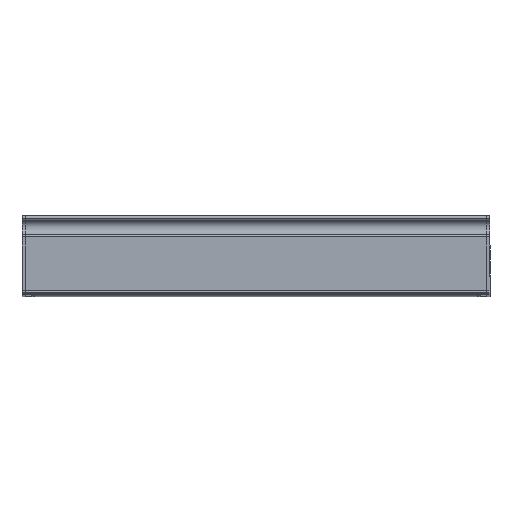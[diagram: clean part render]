
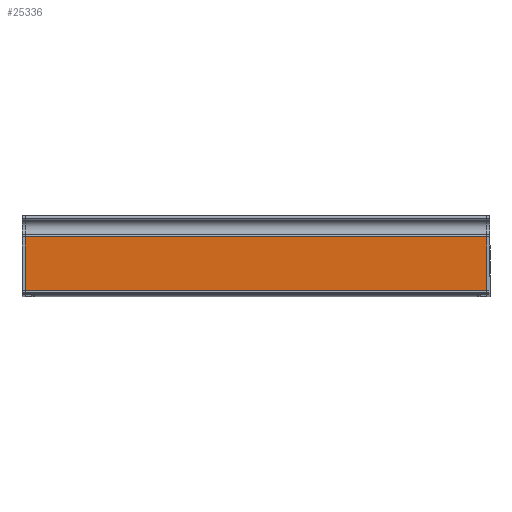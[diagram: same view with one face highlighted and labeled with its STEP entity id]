
A CAD part, left-side view. The second image highlights one B-rep face of the part: STEP entity #25336.
In plain terms, the highlighted face is planar.
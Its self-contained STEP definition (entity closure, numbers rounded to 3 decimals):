
#277 = EDGE_CURVE ( 'NONE', #6568, #23475, #6330, .T. ) ;
#665 = CARTESIAN_POINT ( 'NONE',  ( -200., 5.244, 56.5 ) ) ;
#1948 = CARTESIAN_POINT ( 'NONE',  ( 200., 51.739, 56.5 ) ) ;
#3934 = ORIENTED_EDGE ( 'NONE', *, *, #22371, .T. ) ;
#5745 = VERTEX_POINT ( 'NONE', #21346 ) ;
#5757 = LINE ( 'NONE', #1948, #22405 ) ;
#6310 = VECTOR ( 'NONE', #19351, 1000. ) ;
#6330 = LINE ( 'NONE', #26599, #23342 ) ;
#6568 = VERTEX_POINT ( 'NONE', #7100 ) ;
#7100 = CARTESIAN_POINT ( 'NONE',  ( -200., 51.739, 56.5 ) ) ;
#7497 = AXIS2_PLACEMENT_3D ( 'NONE', #25465, #17049, #9025 ) ;
#7824 = CARTESIAN_POINT ( 'NONE',  ( 200., 51.739, 56.5 ) ) ;
#9025 = DIRECTION ( 'NONE',  ( -1., 0., 0. ) ) ;
#9824 = EDGE_LOOP ( 'NONE', ( #13965, #21390, #14932, #3934 ) ) ;
#10820 = VERTEX_POINT ( 'NONE', #7824 ) ;
#11195 = PLANE ( 'NONE',  #7497 ) ;
#13131 = LINE ( 'NONE', #14890, #6310 ) ;
#13965 = ORIENTED_EDGE ( 'NONE', *, *, #277, .T. ) ;
#14890 = CARTESIAN_POINT ( 'NONE',  ( 200., 5.244, 56.5 ) ) ;
#14932 = ORIENTED_EDGE ( 'NONE', *, *, #24533, .F. ) ;
#16711 = LINE ( 'NONE', #20359, #17810 ) ;
#17049 = DIRECTION ( 'NONE',  ( 0., 0., -1. ) ) ;
#17810 = VECTOR ( 'NONE', #20227, 1000. ) ;
#19351 = DIRECTION ( 'NONE',  ( -1., 0., 0. ) ) ;
#20227 = DIRECTION ( 'NONE',  ( 0., -1., 0. ) ) ;
#20359 = CARTESIAN_POINT ( 'NONE',  ( 200., 51.739, 56.5 ) ) ;
#21260 = FACE_OUTER_BOUND ( 'NONE', #9824, .T. ) ;
#21346 = CARTESIAN_POINT ( 'NONE',  ( 200., 5.244, 56.5 ) ) ;
#21390 = ORIENTED_EDGE ( 'NONE', *, *, #22174, .F. ) ;
#22174 = EDGE_CURVE ( 'NONE', #5745, #23475, #13131, .T. ) ;
#22371 = EDGE_CURVE ( 'NONE', #10820, #6568, #5757, .T. ) ;
#22405 = VECTOR ( 'NONE', #26810, 1000. ) ;
#23342 = VECTOR ( 'NONE', #24956, 1000. ) ;
#23475 = VERTEX_POINT ( 'NONE', #665 ) ;
#24533 = EDGE_CURVE ( 'NONE', #10820, #5745, #16711, .T. ) ;
#24956 = DIRECTION ( 'NONE',  ( 0., -1., 0. ) ) ;
#25336 = ADVANCED_FACE ( 'NONE', ( #21260 ), #11195, .F. ) ;
#25465 = CARTESIAN_POINT ( 'NONE',  ( 200., 11.231, 56.5 ) ) ;
#26599 = CARTESIAN_POINT ( 'NONE',  ( -200., 11.231, 56.5 ) ) ;
#26810 = DIRECTION ( 'NONE',  ( -1., 0., 0. ) ) ;
